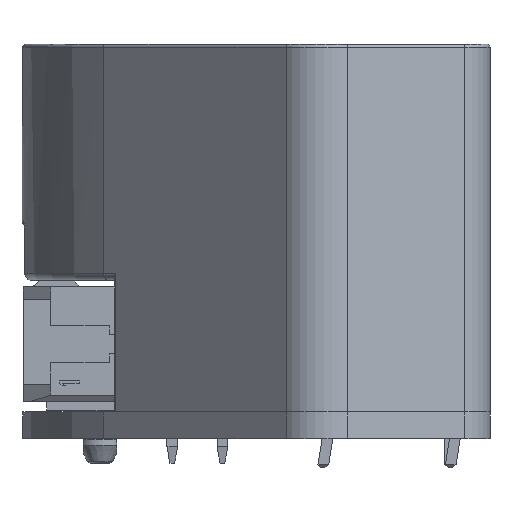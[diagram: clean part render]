
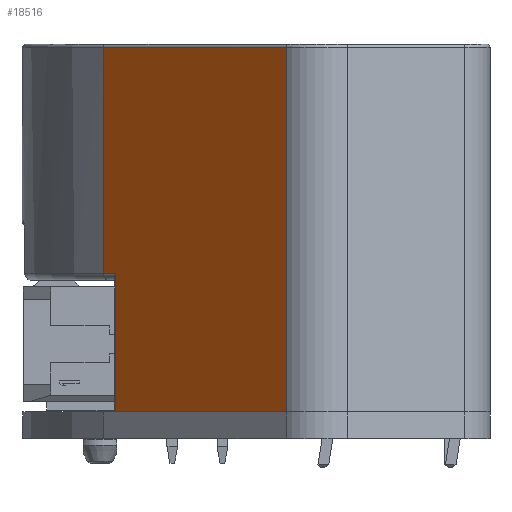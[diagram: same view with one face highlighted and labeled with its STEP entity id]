
A CAD part, left-side view. The second image highlights one B-rep face of the part: STEP entity #18516.
In plain terms, the highlighted planar face has unit normal (-0.684, 0.729, 0).
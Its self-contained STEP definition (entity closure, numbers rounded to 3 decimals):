
#1782=FACE_OUTER_BOUND('',#2892,.T.);
#2892=EDGE_LOOP('',(#16520,#16521,#16522,#16523,#16524,#16525));
#5087=LINE('',#29364,#7368);
#5153=LINE('',#29630,#7434);
#5160=LINE('',#29769,#7441);
#5161=LINE('',#29771,#7442);
#5162=LINE('',#29773,#7443);
#5163=LINE('',#29774,#7444);
#7368=VECTOR('',#24126,10.);
#7434=VECTOR('',#24430,10.);
#7441=VECTOR('',#24495,10.);
#7442=VECTOR('',#24496,10.);
#7443=VECTOR('',#24497,10.);
#7444=VECTOR('',#24498,10.);
#8964=VERTEX_POINT('',#29358);
#8965=VERTEX_POINT('',#29362);
#9030=VERTEX_POINT('',#29613);
#9032=VERTEX_POINT('',#29629);
#9052=VERTEX_POINT('',#29770);
#9053=VERTEX_POINT('',#29772);
#11401=EDGE_CURVE('',#8964,#8965,#5087,.T.);
#11525=EDGE_CURVE('',#9030,#9032,#5153,.T.);
#11557=EDGE_CURVE('',#8964,#9032,#5160,.T.);
#11558=EDGE_CURVE('',#9052,#9030,#5161,.T.);
#11559=EDGE_CURVE('',#9052,#9053,#5162,.T.);
#11560=EDGE_CURVE('',#9053,#8965,#5163,.T.);
#16520=ORIENTED_EDGE('',*,*,#11401,.F.);
#16521=ORIENTED_EDGE('',*,*,#11557,.T.);
#16522=ORIENTED_EDGE('',*,*,#11525,.F.);
#16523=ORIENTED_EDGE('',*,*,#11558,.F.);
#16524=ORIENTED_EDGE('',*,*,#11559,.T.);
#16525=ORIENTED_EDGE('',*,*,#11560,.T.);
#17538=PLANE('',#19805);
#18516=ADVANCED_FACE('',(#1782),#17538,.T.);
#19805=AXIS2_PLACEMENT_3D('',#29768,#24493,#24494);
#24126=DIRECTION('',(-0.729,-0.684,0.));
#24430=DIRECTION('',(0.729,0.684,0.));
#24493=DIRECTION('center_axis',(-0.684,0.729,0.));
#24494=DIRECTION('ref_axis',(-0.729,-0.684,0.));
#24495=DIRECTION('',(0.,0.,-1.));
#24496=DIRECTION('',(0.,0.,1.));
#24497=DIRECTION('',(-0.729,-0.684,0.));
#24498=DIRECTION('',(0.,0.,1.));
#29358=CARTESIAN_POINT('',(-12.318,9.125,23.4));
#29362=CARTESIAN_POINT('',(-23.973,-1.812,23.4));
#29364=CARTESIAN_POINT('',(-11.717,9.689,23.4));
#29613=CARTESIAN_POINT('',(-13.112,8.38,9.88));
#29629=CARTESIAN_POINT('',(-12.318,9.125,9.88));
#29630=CARTESIAN_POINT('',(-11.717,9.689,9.88));
#29768=CARTESIAN_POINT('Origin',(-13.112,8.38,1.6));
#29769=CARTESIAN_POINT('',(-12.318,9.125,23.6));
#29770=CARTESIAN_POINT('',(-13.112,8.38,1.6));
#29771=CARTESIAN_POINT('',(-13.112,8.38,1.6));
#29772=CARTESIAN_POINT('',(-23.973,-1.812,1.6));
#29773=CARTESIAN_POINT('',(-12.318,9.125,1.6));
#29774=CARTESIAN_POINT('',(-23.973,-1.812,1.6));
